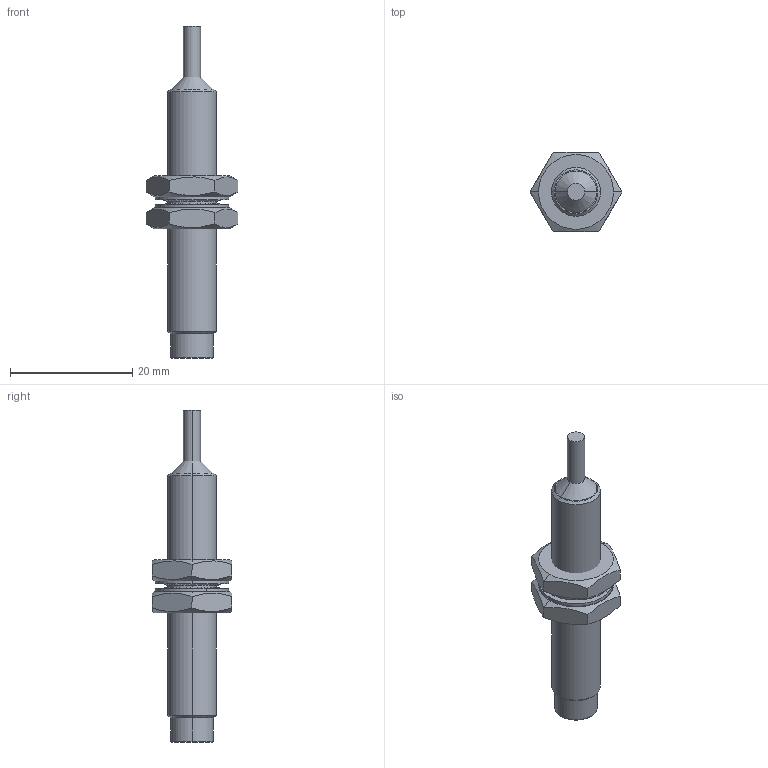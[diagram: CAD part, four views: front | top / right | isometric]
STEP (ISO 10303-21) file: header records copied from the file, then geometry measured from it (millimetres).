
FILE_DESCRIPTION (( 'STEP AP214' ), '1' );
FILE_NAME ('M8-直流二线电缆非埋入式.STEP', '2015-09-23T09:48:10', ( '' ), ( '' ), 'SwSTEP 2.0', 'SolidWorks 2013', '' );
FILE_SCHEMA (( 'AUTOMOTIVE_DESIGN' ));
Length unit declared in the file: millimetre
Products named in the file (1): M8-直流二线电缆非埋入式
Bounding box: 15.01 x 13 x 54.35 mm (x, y, z)
Volume: 3019.7 mm3; surface area: 2556.6 mm2
Topology: 5 solids, 5 shells, 646 faces, 1834 edges, 1200 vertices
Faces by surface type: plane 474, cylinder 116, cone 54, torus 2
Entity records: 21108 total; most frequent: CARTESIAN_POINT 3929, ORIENTED_EDGE 3668, DIRECTION 3382, EDGE_CURVE 1834, LINE 1532, VECTOR 1532, VERTEX_POINT 1200, AXIS2_PLACEMENT_3D 925
